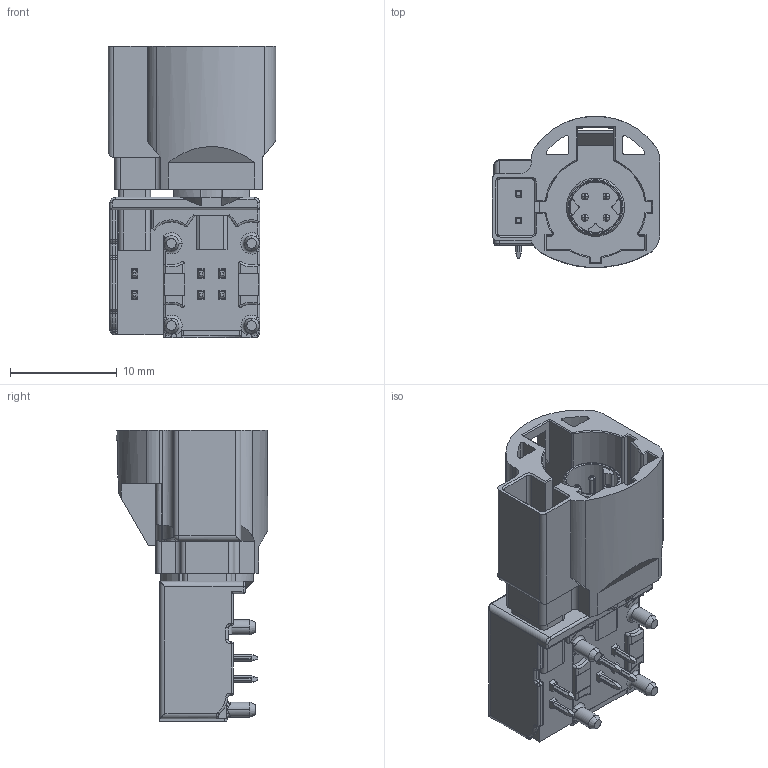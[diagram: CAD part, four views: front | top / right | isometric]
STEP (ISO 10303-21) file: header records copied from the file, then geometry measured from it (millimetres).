
FILE_DESCRIPTION (( 'STEP AP214' ), '1' );
FILE_NAME ('12-00010--A115689-001.STEP', '2020-09-21T09:20:10', ( '' ), ( '' ), 'SwSTEP 2.0', 'SolidWorks 2018', '' );
FILE_SCHEMA (( 'AUTOMOTIVE_DESIGN' ));
Length unit declared in the file: millimetre
Products named in the file (2): 12-00010--A115689-001
Bounding box: 15.65 x 14.13 x 27.3 mm (x, y, z)
Volume: 2378.3 mm3; surface area: 2702.7 mm2
Topology: 1 solids, 1 shells, 724 faces, 1960 edges, 1238 vertices
Faces by surface type: plane 334, cylinder 278, torus 43, cone 32, bspline 29, sphere 8
Entity records: 31822 total; most frequent: CARTESIAN_POINT 5917, ORIENTED_EDGE 3884, DIRECTION 3668, EDGE_CURVE 1942, AXIS2_PLACEMENT_3D 1263, VERTEX_POINT 1238, VECTOR 1142, LINE 1142
